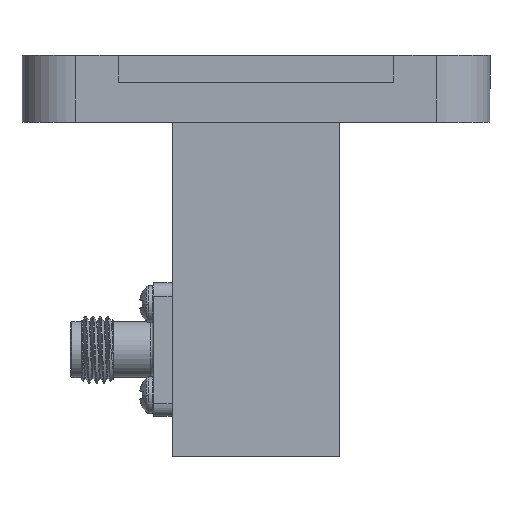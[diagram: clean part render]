
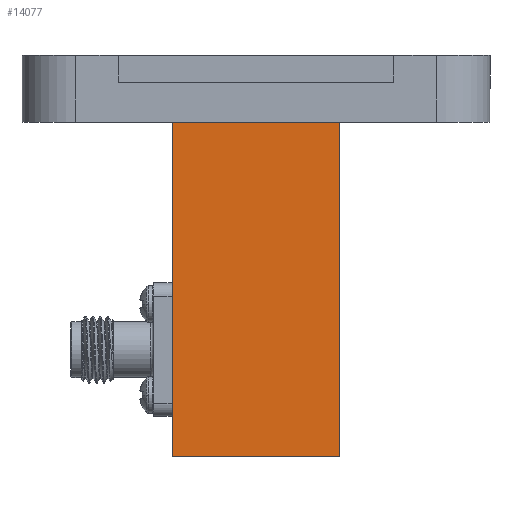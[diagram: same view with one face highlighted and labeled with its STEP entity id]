
A CAD part, left-side view. The second image highlights one B-rep face of the part: STEP entity #14077.
In plain terms, the highlighted planar face has unit normal (-1, 0, 0).
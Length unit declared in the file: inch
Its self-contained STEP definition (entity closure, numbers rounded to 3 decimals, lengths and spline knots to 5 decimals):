
#386 = EDGE_CURVE ( 'NONE', #10961, #4990, #9392, .T. ) ;
#746 = DIRECTION ( 'NONE',  ( 0., 1., 0. ) ) ;
#820 = LINE ( 'NONE', #8050, #14774 ) ;
#1566 = ORIENTED_EDGE ( 'NONE', *, *, #8596, .T. ) ;
#1856 = DIRECTION ( 'NONE',  ( 0., 0., 1. ) ) ;
#2045 = LINE ( 'NONE', #15288, #5729 ) ;
#2583 = EDGE_CURVE ( 'NONE', #10961, #15719, #2045, .T. ) ;
#3002 = ORIENTED_EDGE ( 'NONE', *, *, #386, .F. ) ;
#3089 = FACE_OUTER_BOUND ( 'NONE', #6026, .T. ) ;
#3652 = CARTESIAN_POINT ( 'NONE',  ( -0.626, -0.3135, -1.5 ) ) ;
#3822 = CARTESIAN_POINT ( 'NONE',  ( -0.626, 0.3135, -1.5 ) ) ;
#4182 = CARTESIAN_POINT ( 'NONE',  ( -0.626, -0.3135, -0.25 ) ) ;
#4990 = VERTEX_POINT ( 'NONE', #5401 ) ;
#5014 = DIRECTION ( 'NONE',  ( 0., 0., 1. ) ) ;
#5092 = CARTESIAN_POINT ( 'NONE',  ( -0.626, -0.3135, -1.5 ) ) ;
#5401 = CARTESIAN_POINT ( 'NONE',  ( -0.626, 0.3135, -0.25 ) ) ;
#5729 = VECTOR ( 'NONE', #8147, 39.37008 ) ;
#5803 = AXIS2_PLACEMENT_3D ( 'NONE', #11583, #9189, #10238 ) ;
#6026 = EDGE_LOOP ( 'NONE', ( #8528, #1566, #3002, #11868 ) ) ;
#6736 = VECTOR ( 'NONE', #1856, 39.37008 ) ;
#7383 = VECTOR ( 'NONE', #5014, 39.37008 ) ;
#8050 = CARTESIAN_POINT ( 'NONE',  ( -0.626, 0., -0.25 ) ) ;
#8147 = DIRECTION ( 'NONE',  ( 0., -1., 0. ) ) ;
#8528 = ORIENTED_EDGE ( 'NONE', *, *, #15797, .T. ) ;
#8596 = EDGE_CURVE ( 'NONE', #12215, #4990, #820, .T. ) ;
#9189 = DIRECTION ( 'NONE',  ( -1., 0., 0. ) ) ;
#9392 = LINE ( 'NONE', #12840, #6736 ) ;
#9835 = LINE ( 'NONE', #5092, #7383 ) ;
#10238 = DIRECTION ( 'NONE',  ( 0., 0., 1. ) ) ;
#10961 = VERTEX_POINT ( 'NONE', #3822 ) ;
#11583 = CARTESIAN_POINT ( 'NONE',  ( -0.626, -0.3135, -1.5 ) ) ;
#11868 = ORIENTED_EDGE ( 'NONE', *, *, #2583, .T. ) ;
#12215 = VERTEX_POINT ( 'NONE', #4182 ) ;
#12840 = CARTESIAN_POINT ( 'NONE',  ( -0.626, 0.3135, -1.5 ) ) ;
#13842 = PLANE ( 'NONE',  #5803 ) ;
#14077 = ADVANCED_FACE ( 'NONE', ( #3089 ), #13842, .T. ) ;
#14774 = VECTOR ( 'NONE', #746, 39.37008 ) ;
#15288 = CARTESIAN_POINT ( 'NONE',  ( -0.626, -0.3135, -1.5 ) ) ;
#15719 = VERTEX_POINT ( 'NONE', #3652 ) ;
#15797 = EDGE_CURVE ( 'NONE', #15719, #12215, #9835, .T. ) ;
